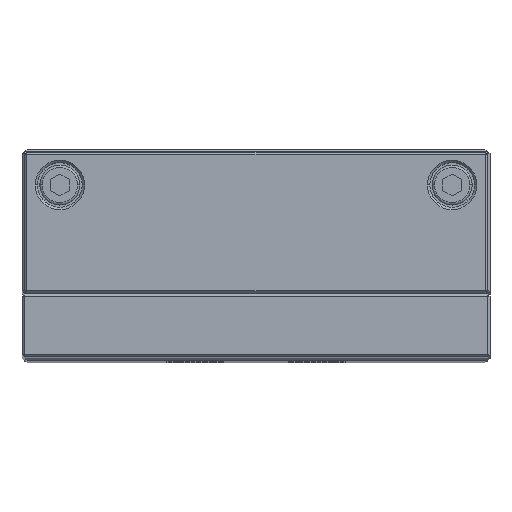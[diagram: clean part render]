
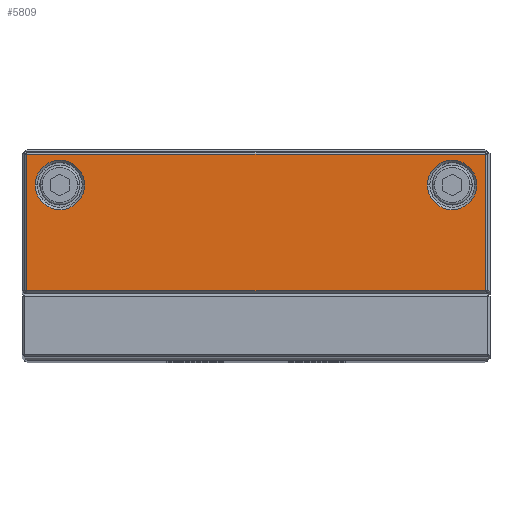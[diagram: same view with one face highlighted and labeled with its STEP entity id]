
A CAD part, top view. The second image highlights one B-rep face of the part: STEP entity #5809.
In plain terms, the highlighted planar face has unit normal (0, 0, 1).
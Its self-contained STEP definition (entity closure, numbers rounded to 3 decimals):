
#4561=FACE_BOUND('',#8318,.T.);
#4562=FACE_BOUND('',#8319,.T.);
#4563=FACE_BOUND('',#8320,.T.);
#4800=PLANE('',#26287);
#5809=ADVANCED_FACE('',(#4561,#4562,#4563),#4800,.T.);
#8318=EDGE_LOOP('',(#14403,#14404,#14405,#14406));
#8319=EDGE_LOOP('',(#14407,#14408));
#8320=EDGE_LOOP('',(#14409,#14410));
#9737=LINE('',#33382,#12020);
#9738=LINE('',#33385,#12021);
#9739=LINE('',#33387,#12022);
#9740=LINE('',#33389,#12023);
#12020=VECTOR('',#27970,1.);
#12021=VECTOR('',#27971,1.);
#12022=VECTOR('',#27972,1.);
#12023=VECTOR('',#27973,1.);
#14403=ORIENTED_EDGE('',*,*,#22653,.T.);
#14404=ORIENTED_EDGE('',*,*,#22654,.T.);
#14405=ORIENTED_EDGE('',*,*,#22655,.T.);
#14406=ORIENTED_EDGE('',*,*,#22656,.T.);
#14407=ORIENTED_EDGE('',*,*,#22579,.T.);
#14408=ORIENTED_EDGE('',*,*,#22652,.T.);
#14409=ORIENTED_EDGE('',*,*,#22583,.T.);
#14410=ORIENTED_EDGE('',*,*,#22651,.T.);
#20547=VERTEX_POINT('',#33228);
#20548=VERTEX_POINT('',#33230);
#20551=VERTEX_POINT('',#33237);
#20552=VERTEX_POINT('',#33239);
#20593=VERTEX_POINT('',#33383);
#20594=VERTEX_POINT('',#33384);
#20595=VERTEX_POINT('',#33386);
#20596=VERTEX_POINT('',#33388);
#22579=EDGE_CURVE('',#20548,#20547,#25723,.T.);
#22583=EDGE_CURVE('',#20552,#20551,#25725,.T.);
#22651=EDGE_CURVE('',#20551,#20552,#25748,.T.);
#22652=EDGE_CURVE('',#20547,#20548,#25749,.T.);
#22653=EDGE_CURVE('',#20593,#20594,#9737,.T.);
#22654=EDGE_CURVE('',#20594,#20595,#9738,.T.);
#22655=EDGE_CURVE('',#20595,#20596,#9739,.T.);
#22656=EDGE_CURVE('',#20596,#20593,#9740,.T.);
#25723=CIRCLE('',#26226,5.25);
#25725=CIRCLE('',#26229,5.25);
#25748=CIRCLE('',#26283,5.25);
#25749=CIRCLE('',#26285,5.25);
#26226=AXIS2_PLACEMENT_3D('',#33229,#27801,#27802);
#26229=AXIS2_PLACEMENT_3D('',#33238,#27809,#27810);
#26283=AXIS2_PLACEMENT_3D('',#33378,#27962,#27963);
#26285=AXIS2_PLACEMENT_3D('',#33380,#27966,#27967);
#26287=AXIS2_PLACEMENT_3D('',#33390,#27974,#27975);
#27801=DIRECTION('',(0.,0.,-1.));
#27802=DIRECTION('',(1.,0.,0.));
#27809=DIRECTION('',(0.,0.,-1.));
#27810=DIRECTION('',(1.,0.,0.));
#27962=DIRECTION('',(0.,0.,-1.));
#27963=DIRECTION('',(1.,0.,0.));
#27966=DIRECTION('',(0.,0.,-1.));
#27967=DIRECTION('',(1.,0.,0.));
#27970=DIRECTION('',(0.,-1.,0.));
#27971=DIRECTION('',(1.,0.,0.));
#27972=DIRECTION('',(0.,1.,0.));
#27973=DIRECTION('',(-1.,0.,0.));
#27974=DIRECTION('',(0.,0.,1.));
#27975=DIRECTION('',(1.,0.,0.));
#33228=CARTESIAN_POINT('',(36.45,37.25,199.));
#33229=CARTESIAN_POINT('',(41.7,37.25,199.));
#33230=CARTESIAN_POINT('',(46.95,37.25,199.));
#33237=CARTESIAN_POINT('',(-46.95,37.25,199.));
#33238=CARTESIAN_POINT('',(-41.7,37.25,199.));
#33239=CARTESIAN_POINT('',(-36.45,37.25,199.));
#33378=CARTESIAN_POINT('',(-41.7,37.25,199.));
#33380=CARTESIAN_POINT('',(41.7,37.25,199.));
#33382=CARTESIAN_POINT('',(-48.7,14.25,199.));
#33383=CARTESIAN_POINT('',(-48.7,43.75,199.));
#33384=CARTESIAN_POINT('',(-48.7,14.75,199.));
#33385=CARTESIAN_POINT('',(49.2,14.75,199.));
#33386=CARTESIAN_POINT('',(48.7,14.75,199.));
#33387=CARTESIAN_POINT('',(48.7,44.25,199.));
#33388=CARTESIAN_POINT('',(48.7,43.75,199.));
#33389=CARTESIAN_POINT('',(-49.2,43.75,199.));
#33390=CARTESIAN_POINT('',(-49.2,14.25,199.));
